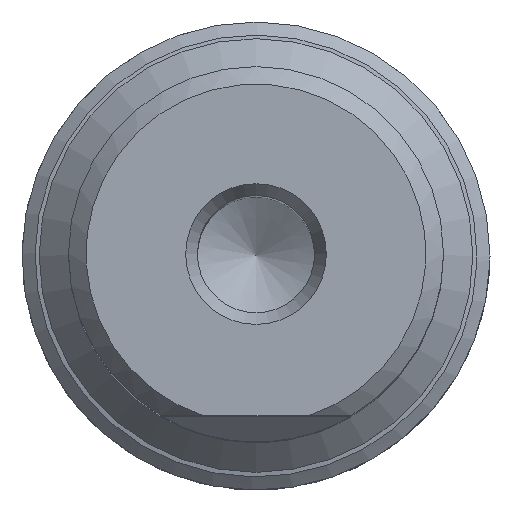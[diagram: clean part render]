
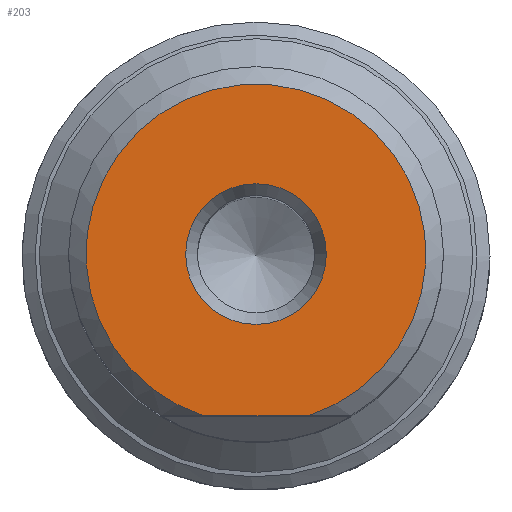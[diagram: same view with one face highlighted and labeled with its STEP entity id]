
A CAD part, top view. The second image highlights one B-rep face of the part: STEP entity #203.
In plain terms, the highlighted planar face has unit normal (0, 0, 1).
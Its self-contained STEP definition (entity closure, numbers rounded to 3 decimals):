
#118=LINE('',#1028,#134);
#134=VECTOR('',#835,1.);
#166=PLANE('',#732);
#203=ADVANCED_FACE('',(#266,#267),#166,.F.);
#266=FACE_BOUND('',#357,.T.);
#267=FACE_BOUND('',#358,.T.);
#357=EDGE_LOOP('',(#455));
#358=EDGE_LOOP('',(#456,#457));
#455=ORIENTED_EDGE('',*,*,#615,.T.);
#456=ORIENTED_EDGE('',*,*,#616,.F.);
#457=ORIENTED_EDGE('',*,*,#614,.T.);
#558=VERTEX_POINT('',#1016);
#560=VERTEX_POINT('',#1023);
#561=VERTEX_POINT('',#1027);
#614=EDGE_CURVE('',#558,#560,#670,.T.);
#615=EDGE_CURVE('',#561,#561,#671,.T.);
#616=EDGE_CURVE('',#558,#560,#118,.T.);
#670=CIRCLE('',#729,14.5);
#671=CIRCLE('',#731,6.);
#729=AXIS2_PLACEMENT_3D('',#1024,#829,#830);
#731=AXIS2_PLACEMENT_3D('',#1026,#833,#834);
#732=AXIS2_PLACEMENT_3D('',#1029,#836,#837);
#829=DIRECTION('',(0.,0.,1.));
#830=DIRECTION('',(1.,0.,0.));
#833=DIRECTION('',(0.,0.,-1.));
#834=DIRECTION('',(1.,0.,0.));
#835=DIRECTION('',(-1.,0.,0.));
#836=DIRECTION('',(0.,0.,-1.));
#837=DIRECTION('',(-1.,0.,0.));
#1016=CARTESIAN_POINT('',(4.451,-13.8,62.632));
#1023=CARTESIAN_POINT('',(-4.451,-13.8,62.632));
#1024=CARTESIAN_POINT('',(0.,0.,62.632));
#1026=CARTESIAN_POINT('',(0.,0.,62.632));
#1027=CARTESIAN_POINT('',(6.,0.,62.632));
#1028=CARTESIAN_POINT('',(20.,-13.8,62.632));
#1029=CARTESIAN_POINT('',(0.,14.5,62.632));
